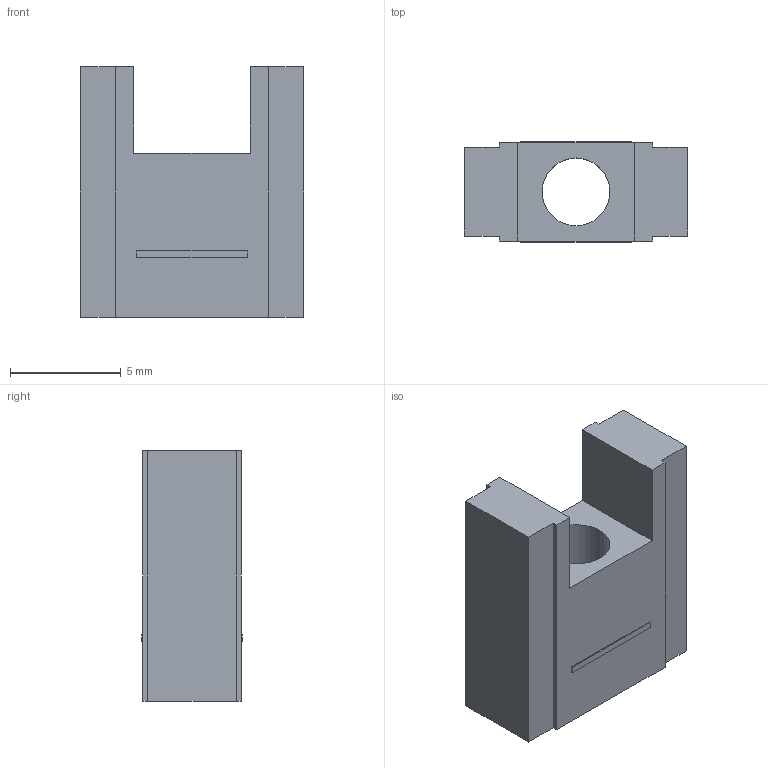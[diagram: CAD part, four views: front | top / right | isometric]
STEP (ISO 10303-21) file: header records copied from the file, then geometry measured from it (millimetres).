
FILE_DESCRIPTION(('Creo Elements/Direct Modeling STEP Export'),'2;1');
FILE_NAME('model.stp','2020-03-03T 0:10:09',(''),(''),'Creo Elements/Direct Modeling STEP processor for AP214 (Solid Model)','Creo Elements/Direct Modeling 20.1A 29-Sep-2018 (C) Parametric Technology GmbH','');
FILE_SCHEMA(('AUTOMOTIVE_DESIGN { 1 0 10303 214 1 1 1 1 }'));
Length unit declared in the file: millimetre
Products named in the file (2): IS_6-select
Assembly tree (1 placements, depth 2):
  IS_6-select
    IS_6-select
Bounding box: 10.05 x 4.55 x 11.3 mm (x, y, z)
Volume: 344.3 mm3; surface area: 465.4 mm2
Topology: 1 solids, 1 shells, 30 faces, 78 edges, 52 vertices
Faces by surface type: plane 28, cylinder 2
Entity records: 1172 total; most frequent: CARTESIAN_POINT 157, ORIENTED_EDGE 156, DIRECTION 138, EDGE_CURVE 78, VECTOR 72, LINE 72, VERTEX_POINT 52, EDGE_LOOP 34
